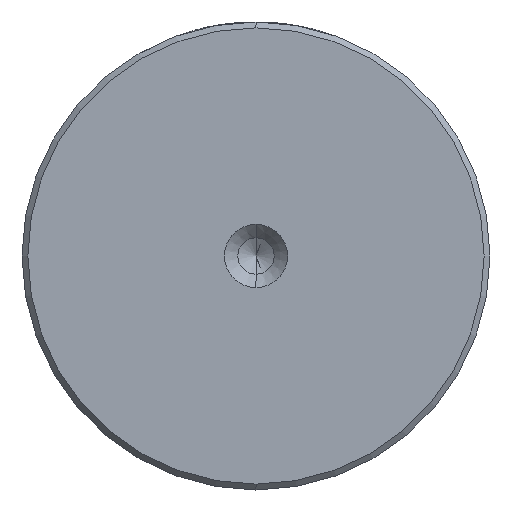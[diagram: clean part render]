
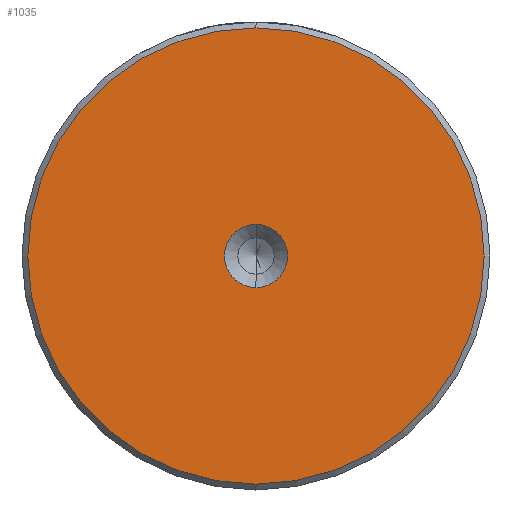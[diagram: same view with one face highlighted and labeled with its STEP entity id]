
A CAD part, left-side view. The second image highlights one B-rep face of the part: STEP entity #1035.
In plain terms, the highlighted planar face has unit normal (-1, 0, 0).
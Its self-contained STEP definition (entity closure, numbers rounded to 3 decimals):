
#11 = DIRECTION ( 'NONE',  ( 0., 0., 1. ) ) ;
#145 = DIRECTION ( 'NONE',  ( 0., 0., 1. ) ) ;
#149 = DIRECTION ( 'NONE',  ( 0., 0., 1. ) ) ;
#333 = VERTEX_POINT ( 'NONE', #2471 ) ;
#405 = AXIS2_PLACEMENT_3D ( 'NONE', #2853, #2102, #145 ) ;
#415 = ORIENTED_EDGE ( 'NONE', *, *, #1585, .F. ) ;
#592 = CIRCLE ( 'NONE', #1616, 19.5 ) ;
#627 = CARTESIAN_POINT ( 'NONE',  ( 0., 0., -19.5 ) ) ;
#638 = FACE_OUTER_BOUND ( 'NONE', #2332, .T. ) ;
#699 = EDGE_LOOP ( 'NONE', ( #415, #1077 ) ) ;
#737 = DIRECTION ( 'NONE',  ( -1., 0., 0. ) ) ;
#1023 = VERTEX_POINT ( 'NONE', #627 ) ;
#1035 = ADVANCED_FACE ( 'NONE', ( #638, #2521 ), #3085, .T. ) ;
#1077 = ORIENTED_EDGE ( 'NONE', *, *, #1352, .F. ) ;
#1143 = VERTEX_POINT ( 'NONE', #1164 ) ;
#1162 = CIRCLE ( 'NONE', #1225, 2.7 ) ;
#1164 = CARTESIAN_POINT ( 'NONE',  ( 0., 0., -2.7 ) ) ;
#1225 = AXIS2_PLACEMENT_3D ( 'NONE', #2741, #1257, #2975 ) ;
#1257 = DIRECTION ( 'NONE',  ( -1., 0., 0. ) ) ;
#1352 = EDGE_CURVE ( 'NONE', #1143, #333, #1162, .T. ) ;
#1481 = DIRECTION ( 'NONE',  ( -1., 0., 0. ) ) ;
#1585 = EDGE_CURVE ( 'NONE', #333, #1143, #2520, .T. ) ;
#1616 = AXIS2_PLACEMENT_3D ( 'NONE', #2210, #737, #2462 ) ;
#1626 = DIRECTION ( 'NONE',  ( -1., 0., 0. ) ) ;
#1659 = AXIS2_PLACEMENT_3D ( 'NONE', #3089, #1626, #149 ) ;
#1763 = AXIS2_PLACEMENT_3D ( 'NONE', #2954, #1481, #11 ) ;
#1918 = EDGE_CURVE ( 'NONE', #2921, #1023, #592, .T. ) ;
#1928 = EDGE_CURVE ( 'NONE', #1023, #2921, #2472, .T. ) ;
#2102 = DIRECTION ( 'NONE',  ( -1., 0., 0. ) ) ;
#2210 = CARTESIAN_POINT ( 'NONE',  ( 0., 0., 0. ) ) ;
#2332 = EDGE_LOOP ( 'NONE', ( #2875, #3083 ) ) ;
#2462 = DIRECTION ( 'NONE',  ( 0., 0., 1. ) ) ;
#2471 = CARTESIAN_POINT ( 'NONE',  ( 0., 0., 2.7 ) ) ;
#2472 = CIRCLE ( 'NONE', #1763, 19.5 ) ;
#2520 = CIRCLE ( 'NONE', #1659, 2.7 ) ;
#2521 = FACE_BOUND ( 'NONE', #699, .T. ) ;
#2741 = CARTESIAN_POINT ( 'NONE',  ( 0., 0., 0. ) ) ;
#2853 = CARTESIAN_POINT ( 'NONE',  ( 0., 0., 0. ) ) ;
#2875 = ORIENTED_EDGE ( 'NONE', *, *, #1928, .T. ) ;
#2921 = VERTEX_POINT ( 'NONE', #3140 ) ;
#2954 = CARTESIAN_POINT ( 'NONE',  ( 0., 0., 0. ) ) ;
#2975 = DIRECTION ( 'NONE',  ( 0., 0., 1. ) ) ;
#3083 = ORIENTED_EDGE ( 'NONE', *, *, #1918, .T. ) ;
#3085 = PLANE ( 'NONE',  #405 ) ;
#3089 = CARTESIAN_POINT ( 'NONE',  ( 0., 0., 0. ) ) ;
#3140 = CARTESIAN_POINT ( 'NONE',  ( 0., 0., 19.5 ) ) ;
